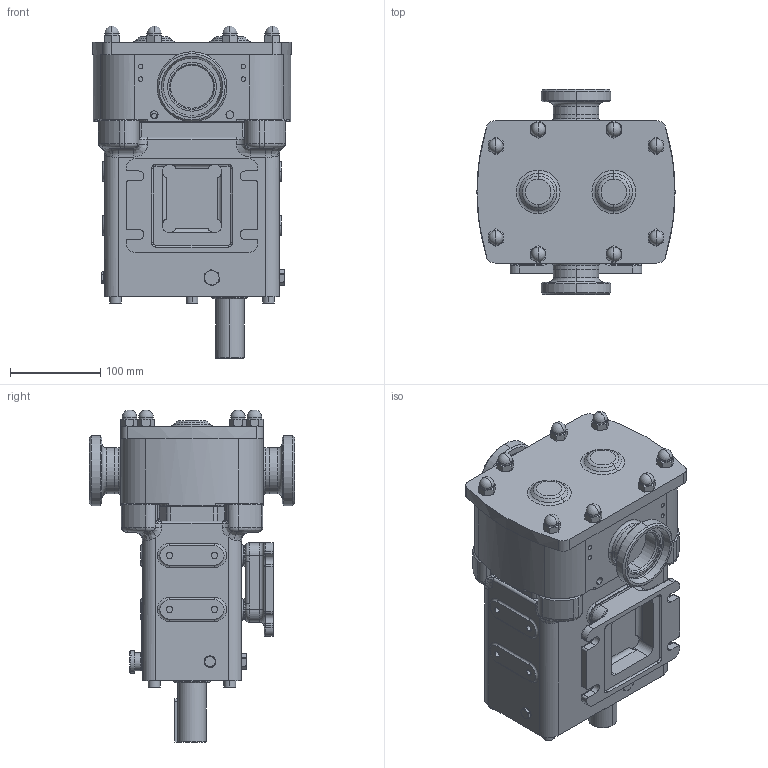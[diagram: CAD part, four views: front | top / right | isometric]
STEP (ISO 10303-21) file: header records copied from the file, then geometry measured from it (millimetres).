
FILE_DESCRIPTION (( 'STEP AP214' ), '1' );
FILE_NAME ('GA4120.STEP', '2024-11-06T21:11:52', ( '' ), ( '' ), 'SwSTEP 2.0', 'SolidWorks 2023', '' );
FILE_SCHEMA (( 'AUTOMOTIVE_DESIGN' ));
Length unit declared in the file: millimetre
Products named in the file (4): GA4120; Copy (2) of Z94-5031-33 - 2 INCH DIN11851^GA4120; Copy of R0400 CPP V RHD^GA4120; Copy of Z94-5031-33 - 2 INCH DIN11851^GA4120
Assembly tree (3 placements, depth 2):
  GA4120
    Copy of R0400 CPP V RHD^GA4120
    Copy of Z94-5031-33 - 2 INCH DIN11851^GA4120
    Copy (2) of Z94-5031-33 - 2 INCH DIN11851^GA4120
Bounding box: 220 x 228 x 368.7 mm (x, y, z)
Volume: 7377871.9 mm3; surface area: 388590.5 mm2
Topology: 3 solids, 3 shells, 962 faces, 2311 edges, 1373 vertices
Faces by surface type: cylinder 312, plane 296, cone 160, torus 116, bspline 54, sphere 24
Entity records: 30700 total; most frequent: CARTESIAN_POINT 8640, DIRECTION 4817, ORIENTED_EDGE 4482, EDGE_CURVE 2241, AXIS2_PLACEMENT_3D 1966, VERTEX_POINT 1357, CIRCLE 1052, EDGE_LOOP 1048
